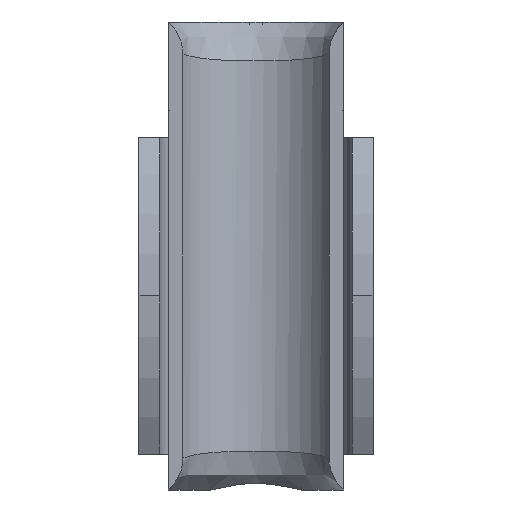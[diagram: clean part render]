
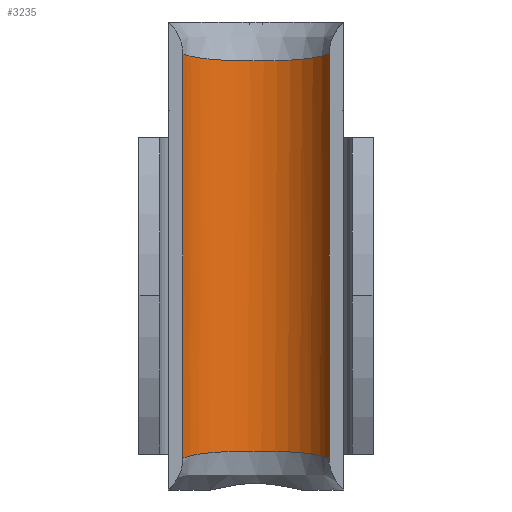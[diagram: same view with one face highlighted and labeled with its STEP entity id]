
A CAD part, front view. The second image highlights one B-rep face of the part: STEP entity #3235.
In plain terms, the highlighted cylindrical face has radius 6 mm (diameter 12 mm), a partial arc.
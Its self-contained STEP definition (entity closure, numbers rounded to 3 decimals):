
#36 = VECTOR ( 'NONE', #4387, 1000. ) ;
#73 = CARTESIAN_POINT ( 'NONE',  ( -0.542, -0.018, 14.174 ) ) ;
#91 = CARTESIAN_POINT ( 'NONE',  ( -5.307, -3.2, 14.683 ) ) ;
#122 = FACE_OUTER_BOUND ( 'NONE', #6506, .T. ) ;
#134 = CARTESIAN_POINT ( 'NONE',  ( 5.307, -3.2, 14.683 ) ) ;
#209 = LINE ( 'NONE', #3525, #36 ) ;
#254 = CARTESIAN_POINT ( 'NONE',  ( -0.27, 0., -14.172 ) ) ;
#274 = CARTESIAN_POINT ( 'NONE',  ( 5.307, -3.2, -14.683 ) ) ;
#572 = CARTESIAN_POINT ( 'NONE',  ( 4.725, -2.292, 14.499 ) ) ;
#602 = CARTESIAN_POINT ( 'NONE',  ( -1.352, -0.148, 14.188 ) ) ;
#676 = DIRECTION ( 'NONE',  ( 0., 0., -1. ) ) ;
#752 = B_SPLINE_CURVE_WITH_KNOTS ( 'NONE', 3,
 ( #2098, #1612, #3691, #572, #4208, #1111, #4721, #1631, #5253, #2137, #5768, #2665, #6292, #3181, #73, #3713, #602, #4219, #1135, #4745, #1652, #5275, #2164, #5794, #2688, #6315, #3214, #91 ),
 .UNSPECIFIED., .F., .F.,
 ( 4, 2, 2, 2, 2, 2, 2, 2, 2, 2, 2, 2, 2, 4 ),
 ( 0., 0.001, 0.002, 0.003, 0.004, 0.005, 0.007, 0.007, 0.008, 0.01, 0.011, 0.012, 0.012, 0.013 ),
 .UNSPECIFIED. ) ;
#756 = CARTESIAN_POINT ( 'NONE',  ( -4.724, -2.291, -14.499 ) ) ;
#788 = CARTESIAN_POINT ( 'NONE',  ( 1.091, -0.075, -14.179 ) ) ;
#1111 = CARTESIAN_POINT ( 'NONE',  ( 4.001, -1.497, 14.364 ) ) ;
#1135 = CARTESIAN_POINT ( 'NONE',  ( -2.639, -0.584, 14.238 ) ) ;
#1229 = ORIENTED_EDGE ( 'NONE', *, *, #3387, .T. ) ;
#1303 = CARTESIAN_POINT ( 'NONE',  ( -4.181, -1.688, -14.396 ) ) ;
#1323 = CARTESIAN_POINT ( 'NONE',  ( 2.138, -0.387, -14.215 ) ) ;
#1612 = CARTESIAN_POINT ( 'NONE',  ( 5.181, -2.961, 14.63 ) ) ;
#1615 = VERTEX_POINT ( 'NONE', #4383 ) ;
#1631 = CARTESIAN_POINT ( 'NONE',  ( 2.877, -0.728, 14.257 ) ) ;
#1652 = CARTESIAN_POINT ( 'NONE',  ( -3.564, -1.165, 14.316 ) ) ;
#1788 = CARTESIAN_POINT ( 'NONE',  ( -5.307, -3.2, -14.683 ) ) ;
#1802 = CARTESIAN_POINT ( 'NONE',  ( -3.564, -1.165, -14.316 ) ) ;
#1824 = CARTESIAN_POINT ( 'NONE',  ( 2.877, -0.728, -14.257 ) ) ;
#2098 = CARTESIAN_POINT ( 'NONE',  ( 5.307, -3.2, 14.683 ) ) ;
#2137 = CARTESIAN_POINT ( 'NONE',  ( 2.138, -0.387, 14.215 ) ) ;
#2164 = CARTESIAN_POINT ( 'NONE',  ( -4.181, -1.688, 14.396 ) ) ;
#2318 = B_SPLINE_CURVE_WITH_KNOTS ( 'NONE', 3,
 ( #1788, #5932, #3875, #756, #4384, #1303, #4906, #1802, #5444, #2322, #5953, #2844, #6476, #3377, #254, #3897, #788, #4400, #1323, #4924, #1824, #5457, #2350, #5976, #2865, #6494, #3403, #274 ),
 .UNSPECIFIED., .F., .F.,
 ( 4, 2, 2, 2, 2, 2, 2, 2, 2, 2, 2, 2, 2, 4 ),
 ( 0., 0.001, 0.002, 0.002, 0.003, 0.005, 0.006, 0.007, 0.008, 0.009, 0.01, 0.011, 0.012, 0.013 ),
 .UNSPECIFIED. ) ;
#2322 = CARTESIAN_POINT ( 'NONE',  ( -2.639, -0.584, -14.238 ) ) ;
#2350 = CARTESIAN_POINT ( 'NONE',  ( 4.001, -1.497, -14.364 ) ) ;
#2553 = CYLINDRICAL_SURFACE ( 'NONE', #6035, 6. ) ;
#2665 = CARTESIAN_POINT ( 'NONE',  ( 1.091, -0.075, 14.179 ) ) ;
#2688 = CARTESIAN_POINT ( 'NONE',  ( -4.724, -2.291, 14.499 ) ) ;
#2844 = CARTESIAN_POINT ( 'NONE',  ( -1.352, -0.148, -14.188 ) ) ;
#2865 = CARTESIAN_POINT ( 'NONE',  ( 4.725, -2.292, -14.499 ) ) ;
#2993 = ORIENTED_EDGE ( 'NONE', *, *, #5986, .T. ) ;
#3181 = CARTESIAN_POINT ( 'NONE',  ( -0.27, 0., 14.172 ) ) ;
#3214 = CARTESIAN_POINT ( 'NONE',  ( -5.181, -2.961, 14.63 ) ) ;
#3235 = ADVANCED_FACE ( 'NONE', ( #122 ), #2553, .F. ) ;
#3272 = CARTESIAN_POINT ( 'NONE',  ( -5.307, -3.2, 17. ) ) ;
#3377 = CARTESIAN_POINT ( 'NONE',  ( -0.542, -0.018, -14.174 ) ) ;
#3387 = EDGE_CURVE ( 'NONE', #1615, #3757, #4508, .T. ) ;
#3403 = CARTESIAN_POINT ( 'NONE',  ( 5.181, -2.961, -14.63 ) ) ;
#3435 = EDGE_CURVE ( 'NONE', #3969, #5426, #209, .T. ) ;
#3525 = CARTESIAN_POINT ( 'NONE',  ( 5.307, -3.2, 17. ) ) ;
#3654 = DIRECTION ( 'NONE',  ( -1., 0., 0. ) ) ;
#3691 = CARTESIAN_POINT ( 'NONE',  ( 5.038, -2.73, 14.583 ) ) ;
#3713 = CARTESIAN_POINT ( 'NONE',  ( -1.083, -0.092, 14.181 ) ) ;
#3757 = VERTEX_POINT ( 'NONE', #5653 ) ;
#3875 = CARTESIAN_POINT ( 'NONE',  ( -5.039, -2.732, -14.583 ) ) ;
#3897 = CARTESIAN_POINT ( 'NONE',  ( 0.555, 0., -14.172 ) ) ;
#3969 = VERTEX_POINT ( 'NONE', #134 ) ;
#4167 = DIRECTION ( 'NONE',  ( 0., 0., -1. ) ) ;
#4208 = CARTESIAN_POINT ( 'NONE',  ( 4.554, -2.084, 14.462 ) ) ;
#4219 = CARTESIAN_POINT ( 'NONE',  ( -2.142, -0.369, 14.213 ) ) ;
#4383 = CARTESIAN_POINT ( 'NONE',  ( -5.307, -3.2, 14.683 ) ) ;
#4384 = CARTESIAN_POINT ( 'NONE',  ( -4.551, -2.081, -14.462 ) ) ;
#4387 = DIRECTION ( 'NONE',  ( 0., 0., -1. ) ) ;
#4400 = CARTESIAN_POINT ( 'NONE',  ( 1.878, -0.295, -14.204 ) ) ;
#4508 = LINE ( 'NONE', #3272, #5726 ) ;
#4721 = CARTESIAN_POINT ( 'NONE',  ( 3.571, -1.148, 14.313 ) ) ;
#4745 = CARTESIAN_POINT ( 'NONE',  ( -3.339, -1.007, 14.294 ) ) ;
#4906 = CARTESIAN_POINT ( 'NONE',  ( -3.984, -1.505, -14.367 ) ) ;
#4924 = CARTESIAN_POINT ( 'NONE',  ( 2.637, -0.604, -14.241 ) ) ;
#5017 = ORIENTED_EDGE ( 'NONE', *, *, #5182, .T. ) ;
#5179 = CARTESIAN_POINT ( 'NONE',  ( 0., -6., 17. ) ) ;
#5182 = EDGE_CURVE ( 'NONE', #3969, #1615, #752, .T. ) ;
#5253 = CARTESIAN_POINT ( 'NONE',  ( 2.637, -0.604, 14.241 ) ) ;
#5275 = CARTESIAN_POINT ( 'NONE',  ( -3.984, -1.505, 14.367 ) ) ;
#5426 = VERTEX_POINT ( 'NONE', #6388 ) ;
#5444 = CARTESIAN_POINT ( 'NONE',  ( -3.339, -1.007, -14.294 ) ) ;
#5457 = CARTESIAN_POINT ( 'NONE',  ( 3.571, -1.148, -14.313 ) ) ;
#5653 = CARTESIAN_POINT ( 'NONE',  ( -5.307, -3.2, -14.683 ) ) ;
#5726 = VECTOR ( 'NONE', #676, 1000. ) ;
#5768 = CARTESIAN_POINT ( 'NONE',  ( 1.878, -0.295, 14.204 ) ) ;
#5794 = CARTESIAN_POINT ( 'NONE',  ( -4.551, -2.081, 14.462 ) ) ;
#5932 = CARTESIAN_POINT ( 'NONE',  ( -5.181, -2.961, -14.63 ) ) ;
#5953 = CARTESIAN_POINT ( 'NONE',  ( -2.142, -0.369, -14.213 ) ) ;
#5976 = CARTESIAN_POINT ( 'NONE',  ( 4.554, -2.084, -14.462 ) ) ;
#5986 = EDGE_CURVE ( 'NONE', #3757, #5426, #2318, .T. ) ;
#6035 = AXIS2_PLACEMENT_3D ( 'NONE', #5179, #4167, #3654 ) ;
#6292 = CARTESIAN_POINT ( 'NONE',  ( 0.555, 0., 14.172 ) ) ;
#6315 = CARTESIAN_POINT ( 'NONE',  ( -5.039, -2.732, 14.583 ) ) ;
#6366 = ORIENTED_EDGE ( 'NONE', *, *, #3435, .F. ) ;
#6388 = CARTESIAN_POINT ( 'NONE',  ( 5.307, -3.2, -14.683 ) ) ;
#6476 = CARTESIAN_POINT ( 'NONE',  ( -1.083, -0.092, -14.181 ) ) ;
#6494 = CARTESIAN_POINT ( 'NONE',  ( 5.038, -2.73, -14.583 ) ) ;
#6506 = EDGE_LOOP ( 'NONE', ( #1229, #2993, #6366, #5017 ) ) ;
